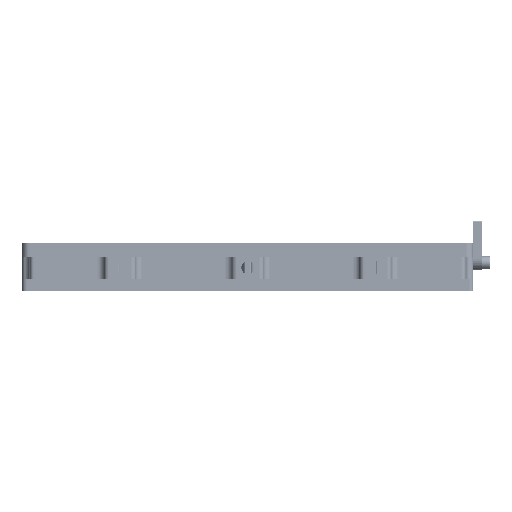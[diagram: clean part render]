
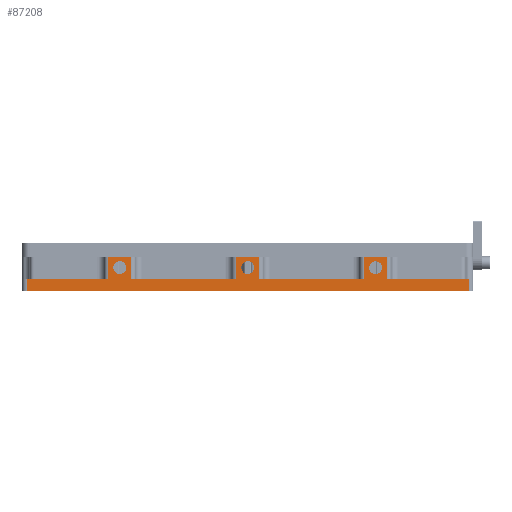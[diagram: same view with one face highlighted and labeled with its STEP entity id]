
A CAD part, front view. The second image highlights one B-rep face of the part: STEP entity #87208.
In plain terms, the highlighted planar face has unit normal (0, -1, 0).
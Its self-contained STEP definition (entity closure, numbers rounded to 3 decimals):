
#193=FACE_BOUND('',#10727,.T.);
#194=FACE_BOUND('',#10728,.T.);
#195=FACE_BOUND('',#10729,.T.);
#2592=PLANE('',#92685);
#6159=FACE_OUTER_BOUND('',#10726,.T.);
#10726=EDGE_LOOP('',(#60949,#60950,#60951,#60952,#60953,#60954,#60955,#60956,
#60957,#60958,#60959,#60960,#60961,#60962,#60963,#60964));
#10727=EDGE_LOOP('',(#60965,#60966));
#10728=EDGE_LOOP('',(#60967,#60968));
#10729=EDGE_LOOP('',(#60969,#60970));
#18046=LINE('',#137751,#23498);
#18117=LINE('',#138040,#23569);
#18118=LINE('',#138043,#23570);
#18121=LINE('',#138055,#23573);
#18122=LINE('',#138056,#23574);
#18123=LINE('',#138058,#23575);
#18124=LINE('',#138060,#23576);
#18125=LINE('',#138062,#23577);
#18126=LINE('',#138064,#23578);
#18127=LINE('',#138066,#23579);
#18128=LINE('',#138068,#23580);
#18129=LINE('',#138070,#23581);
#18130=LINE('',#138072,#23582);
#18131=LINE('',#138074,#23583);
#18132=LINE('',#138076,#23584);
#18133=LINE('',#138077,#23585);
#23498=VECTOR('',#106793,10.);
#23569=VECTOR('',#107112,10.);
#23570=VECTOR('',#107115,10.);
#23573=VECTOR('',#107126,10.);
#23574=VECTOR('',#107127,10.);
#23575=VECTOR('',#107128,10.);
#23576=VECTOR('',#107129,10.);
#23577=VECTOR('',#107130,10.);
#23578=VECTOR('',#107131,10.);
#23579=VECTOR('',#107132,10.);
#23580=VECTOR('',#107133,10.);
#23581=VECTOR('',#107134,10.);
#23582=VECTOR('',#107135,10.);
#23583=VECTOR('',#107136,10.);
#23584=VECTOR('',#107137,10.);
#23585=VECTOR('',#107138,10.);
#29084=CIRCLE('',#92686,4.283);
#29085=CIRCLE('',#92687,4.283);
#29086=CIRCLE('',#92688,4.283);
#29087=CIRCLE('',#92689,4.283);
#29088=CIRCLE('',#92690,4.283);
#29089=CIRCLE('',#92691,4.283);
#37587=VERTEX_POINT('',#137748);
#37588=VERTEX_POINT('',#137750);
#37681=VERTEX_POINT('',#138036);
#37682=VERTEX_POINT('',#138038);
#37683=VERTEX_POINT('',#138042);
#37688=VERTEX_POINT('',#138054);
#37689=VERTEX_POINT('',#138057);
#37690=VERTEX_POINT('',#138059);
#37691=VERTEX_POINT('',#138061);
#37692=VERTEX_POINT('',#138063);
#37693=VERTEX_POINT('',#138065);
#37694=VERTEX_POINT('',#138067);
#37695=VERTEX_POINT('',#138069);
#37696=VERTEX_POINT('',#138071);
#37697=VERTEX_POINT('',#138073);
#37698=VERTEX_POINT('',#138075);
#37699=VERTEX_POINT('',#138078);
#37700=VERTEX_POINT('',#138079);
#37701=VERTEX_POINT('',#138082);
#37702=VERTEX_POINT('',#138083);
#37703=VERTEX_POINT('',#138086);
#37704=VERTEX_POINT('',#138087);
#46831=EDGE_CURVE('',#37587,#37588,#18046,.T.);
#46988=EDGE_CURVE('',#37682,#37681,#18117,.T.);
#46989=EDGE_CURVE('',#37681,#37683,#18118,.T.);
#46995=EDGE_CURVE('',#37682,#37688,#18121,.T.);
#46996=EDGE_CURVE('',#37588,#37688,#18122,.T.);
#46997=EDGE_CURVE('',#37689,#37587,#18123,.T.);
#46998=EDGE_CURVE('',#37689,#37690,#18124,.T.);
#46999=EDGE_CURVE('',#37691,#37690,#18125,.T.);
#47000=EDGE_CURVE('',#37692,#37691,#18126,.T.);
#47001=EDGE_CURVE('',#37693,#37692,#18127,.T.);
#47002=EDGE_CURVE('',#37693,#37694,#18128,.T.);
#47003=EDGE_CURVE('',#37695,#37694,#18129,.T.);
#47004=EDGE_CURVE('',#37696,#37695,#18130,.T.);
#47005=EDGE_CURVE('',#37697,#37696,#18131,.T.);
#47006=EDGE_CURVE('',#37697,#37698,#18132,.T.);
#47007=EDGE_CURVE('',#37683,#37698,#18133,.T.);
#47008=EDGE_CURVE('',#37699,#37700,#29084,.T.);
#47009=EDGE_CURVE('',#37700,#37699,#29085,.T.);
#47010=EDGE_CURVE('',#37701,#37702,#29086,.T.);
#47011=EDGE_CURVE('',#37702,#37701,#29087,.T.);
#47012=EDGE_CURVE('',#37703,#37704,#29088,.T.);
#47013=EDGE_CURVE('',#37704,#37703,#29089,.T.);
#60949=ORIENTED_EDGE('',*,*,#46988,.F.);
#60950=ORIENTED_EDGE('',*,*,#46995,.T.);
#60951=ORIENTED_EDGE('',*,*,#46996,.F.);
#60952=ORIENTED_EDGE('',*,*,#46831,.F.);
#60953=ORIENTED_EDGE('',*,*,#46997,.F.);
#60954=ORIENTED_EDGE('',*,*,#46998,.T.);
#60955=ORIENTED_EDGE('',*,*,#46999,.F.);
#60956=ORIENTED_EDGE('',*,*,#47000,.F.);
#60957=ORIENTED_EDGE('',*,*,#47001,.F.);
#60958=ORIENTED_EDGE('',*,*,#47002,.T.);
#60959=ORIENTED_EDGE('',*,*,#47003,.F.);
#60960=ORIENTED_EDGE('',*,*,#47004,.F.);
#60961=ORIENTED_EDGE('',*,*,#47005,.F.);
#60962=ORIENTED_EDGE('',*,*,#47006,.T.);
#60963=ORIENTED_EDGE('',*,*,#47007,.F.);
#60964=ORIENTED_EDGE('',*,*,#46989,.F.);
#60965=ORIENTED_EDGE('',*,*,#47008,.T.);
#60966=ORIENTED_EDGE('',*,*,#47009,.T.);
#60967=ORIENTED_EDGE('',*,*,#47010,.T.);
#60968=ORIENTED_EDGE('',*,*,#47011,.T.);
#60969=ORIENTED_EDGE('',*,*,#47012,.T.);
#60970=ORIENTED_EDGE('',*,*,#47013,.T.);
#87208=ADVANCED_FACE('',(#6159,#193,#194,#195),#2592,.T.);
#92685=AXIS2_PLACEMENT_3D('',#138053,#107124,#107125);
#92686=AXIS2_PLACEMENT_3D('',#138080,#107139,#107140);
#92687=AXIS2_PLACEMENT_3D('',#138081,#107141,#107142);
#92688=AXIS2_PLACEMENT_3D('',#138084,#107143,#107144);
#92689=AXIS2_PLACEMENT_3D('',#138085,#107145,#107146);
#92690=AXIS2_PLACEMENT_3D('',#138088,#107147,#107148);
#92691=AXIS2_PLACEMENT_3D('',#138089,#107149,#107150);
#106793=DIRECTION('',(1.,0.,0.));
#107112=DIRECTION('',(0.,0.,1.));
#107115=DIRECTION('',(1.,0.,0.));
#107124=DIRECTION('center_axis',(0.,-1.,0.));
#107125=DIRECTION('ref_axis',(1.,0.,0.));
#107126=DIRECTION('',(1.,0.,0.));
#107127=DIRECTION('',(0.,0.,-1.));
#107128=DIRECTION('',(0.,0.,-1.));
#107129=DIRECTION('',(-1.,0.,0.));
#107130=DIRECTION('',(0.,0.,1.));
#107131=DIRECTION('',(1.,0.,0.));
#107132=DIRECTION('',(0.,0.,-1.));
#107133=DIRECTION('',(-1.,0.,0.));
#107134=DIRECTION('',(0.,0.,1.));
#107135=DIRECTION('',(1.,0.,0.));
#107136=DIRECTION('',(0.,0.,-1.));
#107137=DIRECTION('',(-1.,0.,0.));
#107138=DIRECTION('',(0.,0.,1.));
#107139=DIRECTION('center_axis',(0.,1.,0.));
#107140=DIRECTION('ref_axis',(1.,0.,0.));
#107141=DIRECTION('center_axis',(0.,1.,0.));
#107142=DIRECTION('ref_axis',(1.,0.,0.));
#107143=DIRECTION('center_axis',(0.,1.,0.));
#107144=DIRECTION('ref_axis',(1.,0.,0.));
#107145=DIRECTION('center_axis',(0.,1.,0.));
#107146=DIRECTION('ref_axis',(1.,0.,0.));
#107147=DIRECTION('center_axis',(0.,1.,0.));
#107148=DIRECTION('ref_axis',(1.,0.,0.));
#107149=DIRECTION('center_axis',(0.,1.,0.));
#107150=DIRECTION('ref_axis',(1.,0.,0.));
#137748=CARTESIAN_POINT('',(92.584,-225.,8.));
#137750=CARTESIAN_POINT('',(147.,-225.,8.));
#137751=CARTESIAN_POINT('',(-150.,-225.,8.));
#138036=CARTESIAN_POINT('',(-147.,-225.,8.));
#138038=CARTESIAN_POINT('',(-147.,-225.,0.));
#138040=CARTESIAN_POINT('',(-147.,-225.,0.));
#138042=CARTESIAN_POINT('',(-92.584,-225.,8.));
#138043=CARTESIAN_POINT('',(-150.,-225.,8.));
#138053=CARTESIAN_POINT('Origin',(-150.,-225.,0.));
#138054=CARTESIAN_POINT('',(147.,-225.,0.));
#138055=CARTESIAN_POINT('',(-150.,-225.,0.));
#138056=CARTESIAN_POINT('',(147.,-225.,0.));
#138057=CARTESIAN_POINT('',(92.584,-225.,22.5));
#138058=CARTESIAN_POINT('',(92.584,-225.,8.));
#138059=CARTESIAN_POINT('',(77.416,-225.,22.5));
#138060=CARTESIAN_POINT('',(80.,-225.,22.5));
#138061=CARTESIAN_POINT('',(77.416,-225.,8.));
#138062=CARTESIAN_POINT('',(77.416,-225.,8.));
#138063=CARTESIAN_POINT('',(7.584,-225.,8.));
#138064=CARTESIAN_POINT('',(-150.,-225.,8.));
#138065=CARTESIAN_POINT('',(7.584,-225.,22.5));
#138066=CARTESIAN_POINT('',(7.584,-225.,8.));
#138067=CARTESIAN_POINT('',(-7.584,-225.,22.5));
#138068=CARTESIAN_POINT('',(-5.,-225.,22.5));
#138069=CARTESIAN_POINT('',(-7.584,-225.,8.));
#138070=CARTESIAN_POINT('',(-7.584,-225.,8.));
#138071=CARTESIAN_POINT('',(-77.416,-225.,8.));
#138072=CARTESIAN_POINT('',(-150.,-225.,8.));
#138073=CARTESIAN_POINT('',(-77.416,-225.,22.5));
#138074=CARTESIAN_POINT('',(-77.416,-225.,8.));
#138075=CARTESIAN_POINT('',(-92.584,-225.,22.5));
#138076=CARTESIAN_POINT('',(-90.,-225.,22.5));
#138077=CARTESIAN_POINT('',(-92.584,-225.,8.));
#138078=CARTESIAN_POINT('',(-80.717,-225.,15.25));
#138079=CARTESIAN_POINT('',(-89.283,-225.,15.25));
#138080=CARTESIAN_POINT('Origin',(-85.,-225.,15.25));
#138081=CARTESIAN_POINT('Origin',(-85.,-225.,15.25));
#138082=CARTESIAN_POINT('',(4.283,-225.,15.25));
#138083=CARTESIAN_POINT('',(-4.283,-225.,15.25));
#138084=CARTESIAN_POINT('Origin',(0.,-225.,15.25));
#138085=CARTESIAN_POINT('Origin',(0.,-225.,15.25));
#138086=CARTESIAN_POINT('',(89.283,-225.,15.25));
#138087=CARTESIAN_POINT('',(80.717,-225.,15.25));
#138088=CARTESIAN_POINT('Origin',(85.,-225.,15.25));
#138089=CARTESIAN_POINT('Origin',(85.,-225.,15.25));
